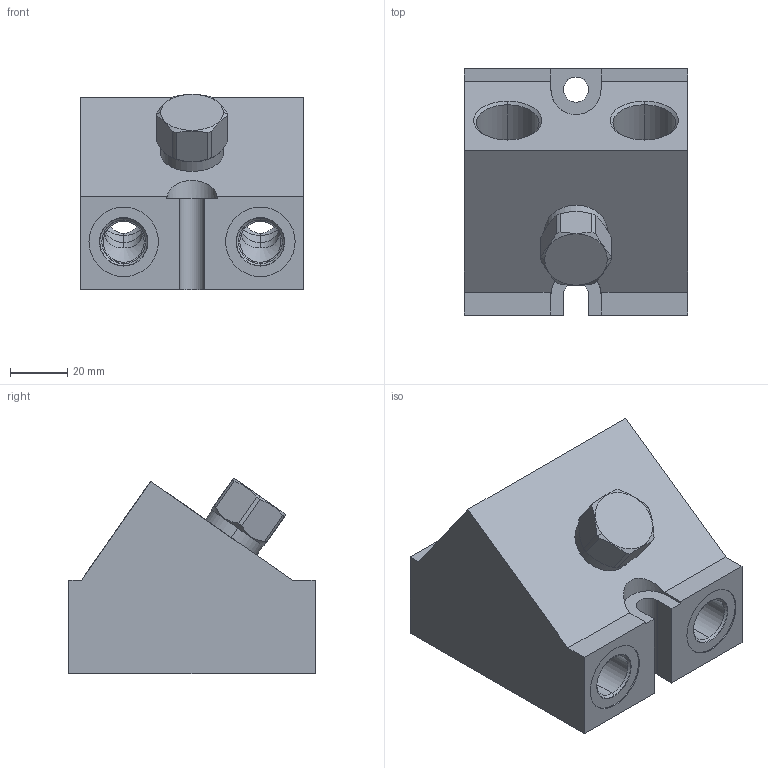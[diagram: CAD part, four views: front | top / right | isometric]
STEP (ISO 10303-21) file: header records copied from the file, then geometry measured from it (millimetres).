
FILE_DESCRIPTION((''),'2;1');
FILE_NAME('MANIFOLD_STP1_ASM','2009-11-02T',('Administrator'),(''),'PRO/ENGINEER BY PARAMETRIC TECHNOLOGY CORPORATION, 2006240','PRO/ENGINEER BY PARAMETRIC TECHNOLOGY CORPORATION, 2006240','');
FILE_SCHEMA(('CONFIG_CONTROL_DESIGN'));
Length unit declared in the file: inch
Products named in the file (3): 151627006D_PRT; XGU_CART_PRT; MANIFOLD_STP1_ASM
Assembly tree (2 placements, depth 2):
  MANIFOLD_STP1_ASM
    151627006D_PRT
    XGU_CART_PRT
Bounding box: 77.77 x 85.85 x 68.05 mm (x, y, z)
Surface area: 54368.8 mm2 (no closed solid volume)
Topology: 0 solids, 11 shells, 249 faces, 611 edges, 382 vertices
Faces by surface type: cylinder 120, cone 63, plane 52, torus 14
Entity records: 8366 total; most frequent: CARTESIAN_POINT 2372, DIRECTION 1289, ORIENTED_EDGE 1184, EDGE_CURVE 607, AXIS2_PLACEMENT_3D 529, VERTEX_POINT 382, EDGE_LOOP 286, CIRCLE 275
